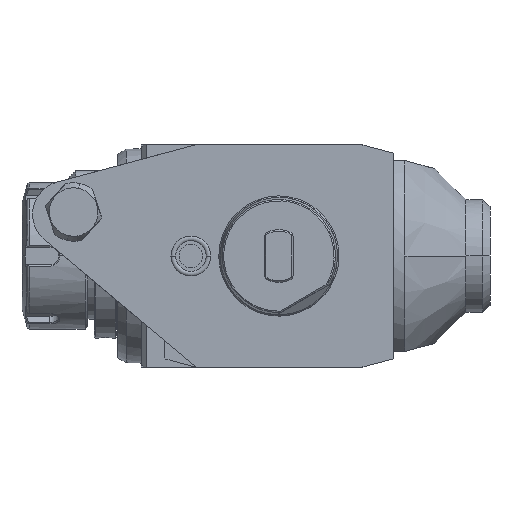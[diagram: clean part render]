
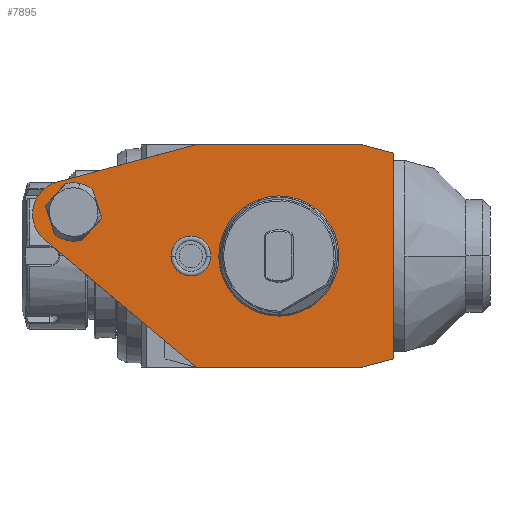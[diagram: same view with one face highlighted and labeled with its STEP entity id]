
A CAD part, front view. The second image highlights one B-rep face of the part: STEP entity #7895.
In plain terms, the highlighted planar face has unit normal (0, -1, 0).
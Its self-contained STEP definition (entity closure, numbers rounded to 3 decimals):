
#1=DIRECTION('',(-0.966,0.,-0.259));
#2=VECTOR('',#1,49.264);
#3=CARTESIAN_POINT('',(-28.,0.,38.));
#4=LINE('',#3,#2);
#5=DIRECTION('',(-1.,0.,0.));
#6=VECTOR('',#5,56.);
#7=CARTESIAN_POINT('',(28.,0.,38.));
#8=LINE('',#7,#6);
#9=DIRECTION('',(-0.966,0.,0.259));
#10=VECTOR('',#9,11.388);
#11=CARTESIAN_POINT('',(39.,0.,35.053));
#12=LINE('',#11,#10);
#13=DIRECTION('',(0.,0.,1.));
#14=VECTOR('',#13,70.105);
#15=CARTESIAN_POINT('',(39.,0.,-35.053));
#16=LINE('',#15,#14);
#17=DIRECTION('',(0.966,0.,0.259));
#18=VECTOR('',#17,11.388);
#19=CARTESIAN_POINT('',(28.,0.,-38.));
#20=LINE('',#19,#18);
#21=DIRECTION('',(1.,0.,0.));
#22=VECTOR('',#21,56.);
#23=CARTESIAN_POINT('',(-28.,0.,-38.));
#24=LINE('',#23,#22);
#25=DIRECTION('',(0.766,0.,-0.643));
#26=VECTOR('',#25,67.809);
#27=CARTESIAN_POINT('',(-79.945,0.,5.587));
#28=LINE('',#27,#26);
#29=CARTESIAN_POINT('',(-72.647,0.,
14.283));
#30=DIRECTION('',(0.,-1.,0.));
#31=DIRECTION('',(-0.259,0.,0.966));
#32=AXIS2_PLACEMENT_3D('',#29,#30,#31);
#34=CARTESIAN_POINT('',(-30.,0.,0.));
#35=DIRECTION('',(0.,1.,0.));
#36=DIRECTION('',(-1.,0.,0.));
#37=AXIS2_PLACEMENT_3D('',#34,#35,#36);
#39=CARTESIAN_POINT('',(-30.,0.,0.));
#40=DIRECTION('',(0.,1.,0.));
#41=DIRECTION('',(1.,0.,0.));
#42=AXIS2_PLACEMENT_3D('',#39,#40,#41);
#5379=CARTESIAN_POINT('',(-70.,0.,15.));
#5380=DIRECTION('',(0.,-1.,0.));
#5381=DIRECTION('',(0.647,0.,0.763));
#5382=AXIS2_PLACEMENT_3D('',#5379,#5380,#5381);
#5402=DIRECTION('',(0.307,0.,-0.952));
#5403=VECTOR('',#5402,10.175);
#5404=CARTESIAN_POINT('',(-63.531,0.,22.626));
#5405=LINE('',#5404,#5403);
#5406=DIRECTION('',(-0.67,0.,-0.742));
#5407=VECTOR('',#5406,10.175);
#5408=CARTESIAN_POINT('',(-60.403,0.,12.943));
#5409=LINE('',#5408,#5407);
#5414=CARTESIAN_POINT('',(-70.,0.,15.));
#5415=DIRECTION('',(0.,-1.,0.));
#5416=DIRECTION('',(-0.647,0.,-0.763));
#5417=AXIS2_PLACEMENT_3D('',#5414,#5415,#5416);
#5437=DIRECTION('',(-0.307,0.,0.952));
#5438=VECTOR('',#5437,10.175);
#5439=CARTESIAN_POINT('',(-76.469,0.,7.374));
#5440=LINE('',#5439,#5438);
#5441=DIRECTION('',(0.67,0.,0.742));
#5442=VECTOR('',#5441,10.175);
#5443=CARTESIAN_POINT('',(-79.597,0.,17.057));
#5444=LINE('',#5443,#5442);
#5635=CARTESIAN_POINT('',(0.,0.,0.));
#5636=DIRECTION('',(0.,1.,0.));
#5637=DIRECTION('',(1.,0.,0.));
#5638=AXIS2_PLACEMENT_3D('',#5635,#5636,#5637);
#5640=CARTESIAN_POINT('',(0.,0.,0.));
#5641=DIRECTION('',(0.,1.,0.));
#5642=DIRECTION('',(-1.,0.,0.));
#5643=AXIS2_PLACEMENT_3D('',#5640,#5641,#5642);
#7285=CARTESIAN_POINT('',(-36.8,0.,0.));
#7286=CARTESIAN_POINT('',(-23.2,0.,0.));
#7287=VERTEX_POINT('',#7285);
#7288=VERTEX_POINT('',#7286);
#7636=CARTESIAN_POINT('',(-28.,0.,-38.));
#7637=CARTESIAN_POINT('',(28.,0.,-38.));
#7638=VERTEX_POINT('',#7636);
#7639=VERTEX_POINT('',#7637);
#7640=CARTESIAN_POINT('',(39.,0.,-35.053));
#7641=VERTEX_POINT('',#7640);
#7642=CARTESIAN_POINT('',(39.,0.,35.053));
#7643=VERTEX_POINT('',#7642);
#7644=CARTESIAN_POINT('',(28.,0.,38.));
#7645=VERTEX_POINT('',#7644);
#7646=CARTESIAN_POINT('',(-28.,0.,38.));
#7647=VERTEX_POINT('',#7646);
#7663=CARTESIAN_POINT('',(-75.585,0.,25.25));
#7664=VERTEX_POINT('',#7663);
#7665=CARTESIAN_POINT('',(-79.945,0.,
5.587));
#7666=VERTEX_POINT('',#7665);
#7707=CARTESIAN_POINT('',(19.853,0.,0.));
#7708=CARTESIAN_POINT('',(-19.853,0.,0.));
#7709=VERTEX_POINT('',#7707);
#7710=VERTEX_POINT('',#7708);
#7719=CARTESIAN_POINT('',(-63.531,0.,22.626));
#7720=CARTESIAN_POINT('',(-72.776,0.,24.607));
#7721=VERTEX_POINT('',#7719);
#7722=VERTEX_POINT('',#7720);
#7723=CARTESIAN_POINT('',(-76.469,0.,7.374));
#7724=CARTESIAN_POINT('',(-67.224,0.,5.393));
#7725=VERTEX_POINT('',#7723);
#7726=VERTEX_POINT('',#7724);
#7727=CARTESIAN_POINT('',(-79.597,0.,17.057));
#7728=VERTEX_POINT('',#7727);
#7729=CARTESIAN_POINT('',(-60.403,0.,12.943));
#7730=VERTEX_POINT('',#7729);
#7846=CARTESIAN_POINT('',(0.,0.,0.));
#7847=DIRECTION('',(0.,-1.,0.));
#7848=DIRECTION('',(-1.,0.,0.));
#7849=AXIS2_PLACEMENT_3D('',#7846,#7847,#7848);
#7850=PLANE('',#7849);
#7852=ORIENTED_EDGE('',*,*,#7851,.F.);
#7854=ORIENTED_EDGE('',*,*,#7853,.F.);
#7856=ORIENTED_EDGE('',*,*,#7855,.F.);
#7858=ORIENTED_EDGE('',*,*,#7857,.F.);
#7860=ORIENTED_EDGE('',*,*,#7859,.F.);
#7862=ORIENTED_EDGE('',*,*,#7861,.F.);
#7864=ORIENTED_EDGE('',*,*,#7863,.F.);
#7866=ORIENTED_EDGE('',*,*,#7865,.F.);
#7867=EDGE_LOOP('',(#7852,#7854,#7856,#7858,#7860,#7862,#7864,#7866));
#7868=FACE_OUTER_BOUND('',#7867,.F.);
#7870=ORIENTED_EDGE('',*,*,#7869,.T.);
#7872=ORIENTED_EDGE('',*,*,#7871,.F.);
#7874=ORIENTED_EDGE('',*,*,#7873,.F.);
#7876=ORIENTED_EDGE('',*,*,#7875,.T.);
#7878=ORIENTED_EDGE('',*,*,#7877,.F.);
#7880=ORIENTED_EDGE('',*,*,#7879,.F.);
#7881=EDGE_LOOP('',(#7870,#7872,#7874,#7876,#7878,#7880));
#7882=FACE_BOUND('',#7881,.F.);
#7884=ORIENTED_EDGE('',*,*,#7883,.F.);
#7886=ORIENTED_EDGE('',*,*,#7885,.F.);
#7887=EDGE_LOOP('',(#7884,#7886));
#7888=FACE_BOUND('',#7887,.F.);
#7890=ORIENTED_EDGE('',*,*,#7889,.F.);
#7892=ORIENTED_EDGE('',*,*,#7891,.F.);
#7893=EDGE_LOOP('',(#7890,#7892));
#7894=FACE_BOUND('',#7893,.F.);
#33=CIRCLE('',#32,11.353);
#38=CIRCLE('',#37,6.8);
#43=CIRCLE('',#42,6.8);
#5383=CIRCLE('',#5382,10.);
#5418=CIRCLE('',#5417,10.);
#5639=CIRCLE('',#5638,19.853);
#5644=CIRCLE('',#5643,19.853);
#7851=EDGE_CURVE('',#7647,#7664,#4,.T.);
#7853=EDGE_CURVE('',#7645,#7647,#8,.T.);
#7855=EDGE_CURVE('',#7643,#7645,#12,.T.);
#7857=EDGE_CURVE('',#7641,#7643,#16,.T.);
#7859=EDGE_CURVE('',#7639,#7641,#20,.T.);
#7861=EDGE_CURVE('',#7638,#7639,#24,.T.);
#7863=EDGE_CURVE('',#7666,#7638,#28,.T.);
#7865=EDGE_CURVE('',#7664,#7666,#33,.T.);
#7869=EDGE_CURVE('',#7721,#7722,#5383,.T.);
#7871=EDGE_CURVE('',#7728,#7722,#5444,.T.);
#7873=EDGE_CURVE('',#7725,#7728,#5440,.T.);
#7875=EDGE_CURVE('',#7725,#7726,#5418,.T.);
#7877=EDGE_CURVE('',#7730,#7726,#5409,.T.);
#7879=EDGE_CURVE('',#7721,#7730,#5405,.T.);
#7883=EDGE_CURVE('',#7709,#7710,#5639,.T.);
#7885=EDGE_CURVE('',#7710,#7709,#5644,.T.);
#7889=EDGE_CURVE('',#7287,#7288,#38,.T.);
#7891=EDGE_CURVE('',#7288,#7287,#43,.T.);
#7895=ADVANCED_FACE('',(#7868,#7882,#7888,#7894),#7850,.T.);
